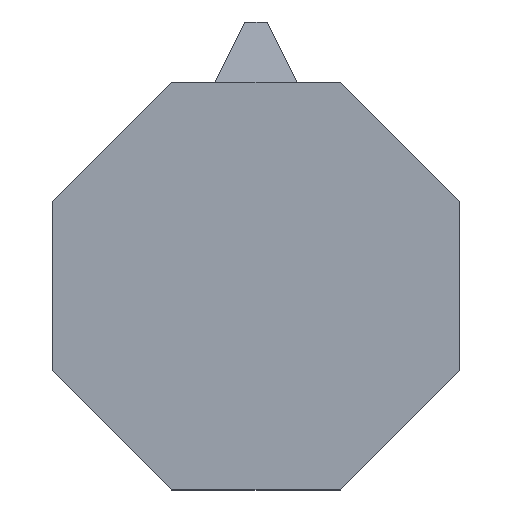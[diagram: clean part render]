
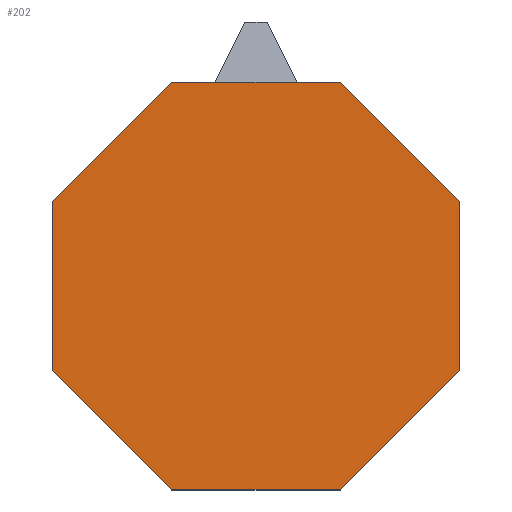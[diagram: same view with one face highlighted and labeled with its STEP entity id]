
A CAD part, top view. The second image highlights one B-rep face of the part: STEP entity #202.
In plain terms, the highlighted planar face has unit normal (0, 0, 1).
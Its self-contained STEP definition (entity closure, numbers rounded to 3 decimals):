
#24 = VERTEX_POINT('',#25);
#25 = CARTESIAN_POINT('',(92.388,38.268,200.));
#31 = EDGE_CURVE('',#24,#32,#34,.T.);
#32 = VERTEX_POINT('',#33);
#33 = CARTESIAN_POINT('',(38.268,92.388,200.));
#34 = LINE('',#35,#36);
#35 = CARTESIAN_POINT('',(92.388,38.268,200.));
#36 = VECTOR('',#37,1.);
#37 = DIRECTION('',(-0.707,0.707,0.));
#64 = VERTEX_POINT('',#65);
#65 = CARTESIAN_POINT('',(92.388,-38.268,200.));
#71 = EDGE_CURVE('',#64,#24,#72,.T.);
#72 = LINE('',#73,#74);
#73 = CARTESIAN_POINT('',(92.388,-38.268,200.));
#74 = VECTOR('',#75,1.);
#75 = DIRECTION('',(0.,1.,0.));
#93 = EDGE_CURVE('',#32,#94,#96,.T.);
#94 = VERTEX_POINT('',#95);
#95 = CARTESIAN_POINT('',(-38.268,92.388,200.));
#96 = LINE('',#97,#98);
#97 = CARTESIAN_POINT('',(38.268,92.388,200.));
#98 = VECTOR('',#99,1.);
#99 = DIRECTION('',(-1.,0.,0.));
#202 = ADVANCED_FACE('',(#203),#246,.T.);
#203 = FACE_BOUND('',#204,.T.);
#204 = EDGE_LOOP('',(#205,#206,#207,#215,#223,#231,#239,#245));
#205 = ORIENTED_EDGE('',*,*,#31,.T.);
#206 = ORIENTED_EDGE('',*,*,#93,.T.);
#207 = ORIENTED_EDGE('',*,*,#208,.T.);
#208 = EDGE_CURVE('',#94,#209,#211,.T.);
#209 = VERTEX_POINT('',#210);
#210 = CARTESIAN_POINT('',(-92.388,38.268,200.));
#211 = LINE('',#212,#213);
#212 = CARTESIAN_POINT('',(-38.268,92.388,200.));
#213 = VECTOR('',#214,1.);
#214 = DIRECTION('',(-0.707,-0.707,0.));
#215 = ORIENTED_EDGE('',*,*,#216,.T.);
#216 = EDGE_CURVE('',#209,#217,#219,.T.);
#217 = VERTEX_POINT('',#218);
#218 = CARTESIAN_POINT('',(-92.388,-38.268,200.));
#219 = LINE('',#220,#221);
#220 = CARTESIAN_POINT('',(-92.388,38.268,200.));
#221 = VECTOR('',#222,1.);
#222 = DIRECTION('',(0.,-1.,0.));
#223 = ORIENTED_EDGE('',*,*,#224,.T.);
#224 = EDGE_CURVE('',#217,#225,#227,.T.);
#225 = VERTEX_POINT('',#226);
#226 = CARTESIAN_POINT('',(-38.268,-92.388,200.));
#227 = LINE('',#228,#229);
#228 = CARTESIAN_POINT('',(-92.388,-38.268,200.));
#229 = VECTOR('',#230,1.);
#230 = DIRECTION('',(0.707,-0.707,0.));
#231 = ORIENTED_EDGE('',*,*,#232,.T.);
#232 = EDGE_CURVE('',#225,#233,#235,.T.);
#233 = VERTEX_POINT('',#234);
#234 = CARTESIAN_POINT('',(38.268,-92.388,200.));
#235 = LINE('',#236,#237);
#236 = CARTESIAN_POINT('',(-38.268,-92.388,200.));
#237 = VECTOR('',#238,1.);
#238 = DIRECTION('',(1.,0.,0.));
#239 = ORIENTED_EDGE('',*,*,#240,.T.);
#240 = EDGE_CURVE('',#233,#64,#241,.T.);
#241 = LINE('',#242,#243);
#242 = CARTESIAN_POINT('',(38.268,-92.388,200.));
#243 = VECTOR('',#244,1.);
#244 = DIRECTION('',(0.707,0.707,0.));
#245 = ORIENTED_EDGE('',*,*,#71,.T.);
#246 = PLANE('',#247);
#247 = AXIS2_PLACEMENT_3D('',#248,#249,#250);
#248 = CARTESIAN_POINT('',(0.,0.,200.)
  );
#249 = DIRECTION('',(0.,0.,1.));
#250 = DIRECTION('',(0.924,0.383,0.));
